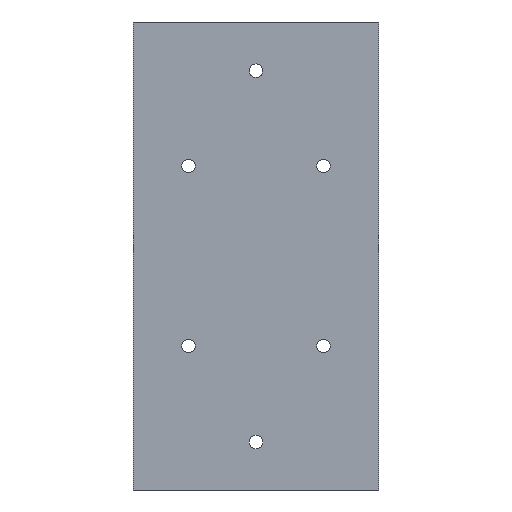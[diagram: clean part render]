
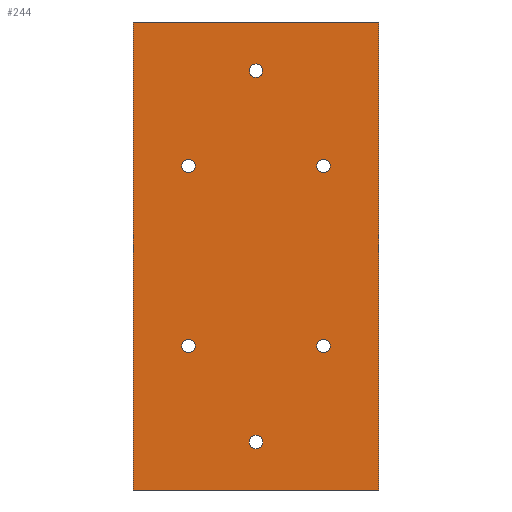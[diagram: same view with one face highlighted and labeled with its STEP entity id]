
A CAD part, front view. The second image highlights one B-rep face of the part: STEP entity #244.
In plain terms, the highlighted planar face has unit normal (0, -1, 0).
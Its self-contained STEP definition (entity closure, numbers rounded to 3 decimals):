
#21=FACE_BOUND('',#63,.T.);
#22=FACE_BOUND('',#64,.T.);
#23=FACE_BOUND('',#65,.T.);
#24=FACE_BOUND('',#66,.T.);
#25=FACE_BOUND('',#67,.T.);
#26=FACE_BOUND('',#68,.T.);
#32=PLANE('',#282);
#44=FACE_OUTER_BOUND('',#62,.T.);
#62=EDGE_LOOP('',(#217,#218,#219,#220));
#63=EDGE_LOOP('',(#221));
#64=EDGE_LOOP('',(#222));
#65=EDGE_LOOP('',(#223));
#66=EDGE_LOOP('',(#224));
#67=EDGE_LOOP('',(#225));
#68=EDGE_LOOP('',(#226));
#77=LINE('',#395,#95);
#80=LINE('',#401,#98);
#83=LINE('',#407,#101);
#86=LINE('',#411,#104);
#95=VECTOR('',#331,10.);
#98=VECTOR('',#336,10.);
#101=VECTOR('',#341,10.);
#104=VECTOR('',#346,10.);
#106=CIRCLE('',#261,1.5);
#108=CIRCLE('',#264,1.5);
#110=CIRCLE('',#267,1.5);
#112=CIRCLE('',#270,1.5);
#114=CIRCLE('',#273,1.5);
#116=CIRCLE('',#276,1.5);
#118=VERTEX_POINT('',#355);
#120=VERTEX_POINT('',#361);
#122=VERTEX_POINT('',#367);
#124=VERTEX_POINT('',#373);
#126=VERTEX_POINT('',#379);
#128=VERTEX_POINT('',#385);
#131=VERTEX_POINT('',#392);
#132=VERTEX_POINT('',#394);
#134=VERTEX_POINT('',#400);
#136=VERTEX_POINT('',#406);
#139=EDGE_CURVE('',#118,#118,#106,.T.);
#142=EDGE_CURVE('',#120,#120,#108,.T.);
#145=EDGE_CURVE('',#122,#122,#110,.T.);
#148=EDGE_CURVE('',#124,#124,#112,.T.);
#151=EDGE_CURVE('',#126,#126,#114,.T.);
#154=EDGE_CURVE('',#128,#128,#116,.T.);
#157=EDGE_CURVE('',#132,#131,#77,.T.);
#160=EDGE_CURVE('',#134,#132,#80,.T.);
#163=EDGE_CURVE('',#136,#134,#83,.T.);
#166=EDGE_CURVE('',#131,#136,#86,.T.);
#217=ORIENTED_EDGE('',*,*,#166,.T.);
#218=ORIENTED_EDGE('',*,*,#163,.T.);
#219=ORIENTED_EDGE('',*,*,#160,.T.);
#220=ORIENTED_EDGE('',*,*,#157,.T.);
#221=ORIENTED_EDGE('',*,*,#139,.T.);
#222=ORIENTED_EDGE('',*,*,#142,.T.);
#223=ORIENTED_EDGE('',*,*,#145,.T.);
#224=ORIENTED_EDGE('',*,*,#148,.T.);
#225=ORIENTED_EDGE('',*,*,#151,.T.);
#226=ORIENTED_EDGE('',*,*,#154,.T.);
#244=ADVANCED_FACE('',(#44,#21,#22,#23,#24,#25,#26),#32,.T.);
#261=AXIS2_PLACEMENT_3D('',#357,#290,#291);
#264=AXIS2_PLACEMENT_3D('',#363,#297,#298);
#267=AXIS2_PLACEMENT_3D('',#369,#304,#305);
#270=AXIS2_PLACEMENT_3D('',#375,#311,#312);
#273=AXIS2_PLACEMENT_3D('',#381,#318,#319);
#276=AXIS2_PLACEMENT_3D('',#387,#325,#326);
#282=AXIS2_PLACEMENT_3D('',#413,#349,#350);
#290=DIRECTION('center_axis',(0.,1.,0.));
#291=DIRECTION('ref_axis',(1.,0.,0.));
#297=DIRECTION('center_axis',(0.,1.,0.));
#298=DIRECTION('ref_axis',(1.,0.,0.));
#304=DIRECTION('center_axis',(0.,1.,0.));
#305=DIRECTION('ref_axis',(1.,0.,0.));
#311=DIRECTION('center_axis',(0.,1.,0.));
#312=DIRECTION('ref_axis',(1.,0.,0.));
#318=DIRECTION('center_axis',(0.,1.,0.));
#319=DIRECTION('ref_axis',(1.,0.,0.));
#325=DIRECTION('center_axis',(0.,1.,0.));
#326=DIRECTION('ref_axis',(1.,0.,0.));
#331=DIRECTION('',(1.,0.,0.));
#336=DIRECTION('',(0.,0.,-1.));
#341=DIRECTION('',(-1.,0.,0.));
#346=DIRECTION('',(0.,0.,1.));
#349=DIRECTION('center_axis',(0.,-1.,0.));
#350=DIRECTION('ref_axis',(0.,0.,-1.));
#355=CARTESIAN_POINT('',(13.5,-4.3,20.));
#357=CARTESIAN_POINT('Origin',(15.,-4.3,20.));
#361=CARTESIAN_POINT('',(13.5,-4.3,-20.));
#363=CARTESIAN_POINT('Origin',(15.,-4.3,-20.));
#367=CARTESIAN_POINT('',(-16.5,-4.3,20.));
#369=CARTESIAN_POINT('Origin',(-15.,-4.3,20.));
#373=CARTESIAN_POINT('',(-1.5,-4.3,-41.325));
#375=CARTESIAN_POINT('Origin',(0.,-4.3,-41.325));
#379=CARTESIAN_POINT('',(-16.5,-4.3,-20.));
#381=CARTESIAN_POINT('Origin',(-15.,-4.3,-20.));
#385=CARTESIAN_POINT('',(-1.5,-4.3,41.175));
#387=CARTESIAN_POINT('Origin',(0.,-4.3,41.175));
#392=CARTESIAN_POINT('',(27.26,-4.3,-52.));
#394=CARTESIAN_POINT('',(-27.26,-4.3,-52.));
#395=CARTESIAN_POINT('',(-27.26,-4.3,-52.));
#400=CARTESIAN_POINT('',(-27.26,-4.3,52.));
#401=CARTESIAN_POINT('',(-27.26,-4.3,52.));
#406=CARTESIAN_POINT('',(27.26,-4.3,52.));
#407=CARTESIAN_POINT('',(27.26,-4.3,52.));
#411=CARTESIAN_POINT('',(27.26,-4.3,-52.));
#413=CARTESIAN_POINT('Origin',(0.,-4.3,0.));
